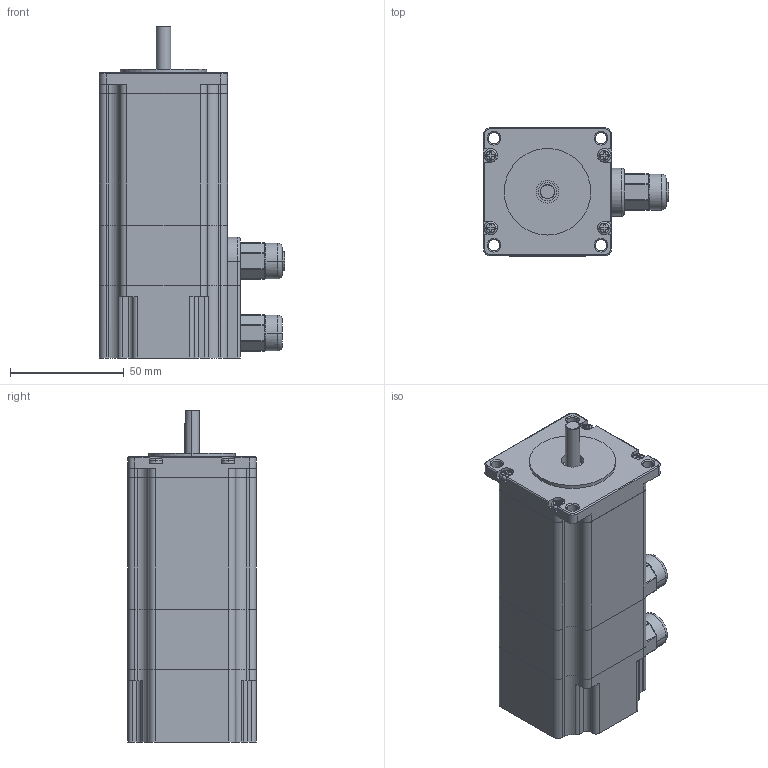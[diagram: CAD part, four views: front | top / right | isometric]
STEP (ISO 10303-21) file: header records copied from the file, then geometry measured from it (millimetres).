
FILE_DESCRIPTION((''),'2;1');
FILE_NAME('MTEN-0081_ASM','2017-04-18T',('Matteo Maccalli'),(''),'PRO/ENGINEER BY PARAMETRIC TECHNOLOGY CORPORATION, 2006320','PRO/ENGINEER BY PARAMETRIC TECHNOLOGY CORPORATION, 2006320','');
FILE_SCHEMA(('AUTOMOTIVE_DESIGN_CC2 { 1 2 10303 214 -1 1 5 2 }'));
Length unit declared in the file: millimetre
Products named in the file (9): MT23HE_FLANGIA_FRONT_H9E2_FOR5; MT23HE31_STACK_H57E9; TCC_M3X25; MT23HE_ALBERO_ANT_SPIANO_H6; SCATOLA_IP65_ENC; SCATOLAIP65_BIS; MT23HE_ALBERO_POSTERIORE_; MT23HE31042B4P1_OK_ASM; MTEN-0081_ASM
Assembly tree (11 placements, depth 3):
  MTEN-0081_ASM
    MT23HE31042B4P1_OK_ASM
      MT23HE_FLANGIA_FRONT_H9E2_FOR5
      MT23HE31_STACK_H57E9
      TCC_M3X25  x4
      MT23HE_ALBERO_ANT_SPIANO_H6
      SCATOLA_IP65_ENC
      SCATOLAIP65_BIS
      MT23HE_ALBERO_POSTERIORE_
Bounding box: 81.5 x 56.4 x 146.2 mm (x, y, z)
Volume: 375478.4 mm3; surface area: 59674.5 mm2
Topology: 10 solids, 18 shells, 514 faces, 1300 edges, 816 vertices
Faces by surface type: plane 215, cylinder 203, cone 46, torus 26, sphere 24
Entity records: 16341 total; most frequent: DIRECTION 2470, CARTESIAN_POINT 2384, ORIENTED_EDGE 2152, EDGE_CURVE 1092, PRESENTATION_STYLE_ASSIGNMENT 946, STYLED_ITEM 945, AXIS2_PLACEMENT_3D 939, CURVE_STYLE 932
